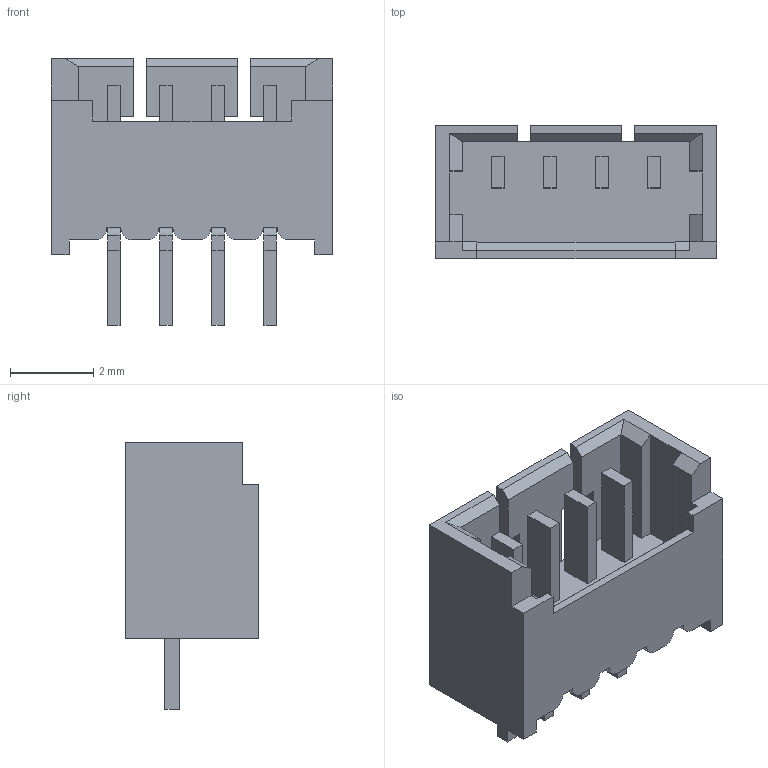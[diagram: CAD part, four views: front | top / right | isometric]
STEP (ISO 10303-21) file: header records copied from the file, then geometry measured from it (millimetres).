
FILE_DESCRIPTION((''),'2;1');
FILE_NAME('C-1734598-4','2019-01-31T07:51:00',('workeradm'),('TE Connectivity Ltd.'),'CREO PARAMETRIC BY PTC INC, 2018190','CREO PARAMETRIC BY PTC INC, 2018190','');
FILE_SCHEMA(('AUTOMOTIVE_DESIGN { 1 0 10303 214 1 1 1 1 }'));
Length unit declared in the file: millimetre
Products named in the file (1): C-1734598-4
Bounding box: 6.75 x 3.2 x 6.4 mm (x, y, z)
Volume: 50.7 mm3; surface area: 206.5 mm2
Topology: 1 solids, 1 shells, 160 faces, 444 edges, 290 vertices
Faces by surface type: plane 144, cylinder 16
Entity records: 5060 total; most frequent: CARTESIAN_POINT 896, ORIENTED_EDGE 888, DIRECTION 796, EDGE_CURVE 444, VECTOR 412, LINE 412, VERTEX_POINT 290, AXIS2_PLACEMENT_3D 192
